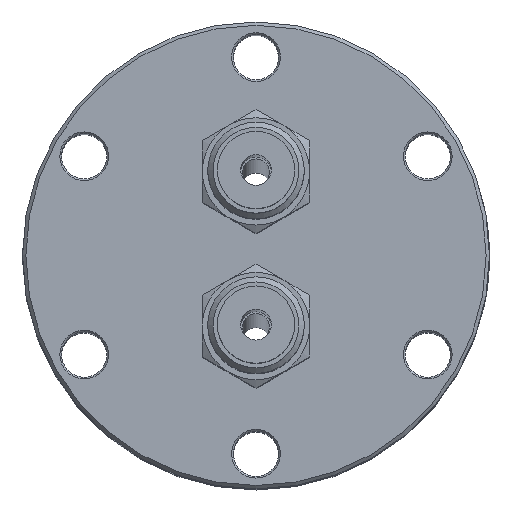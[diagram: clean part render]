
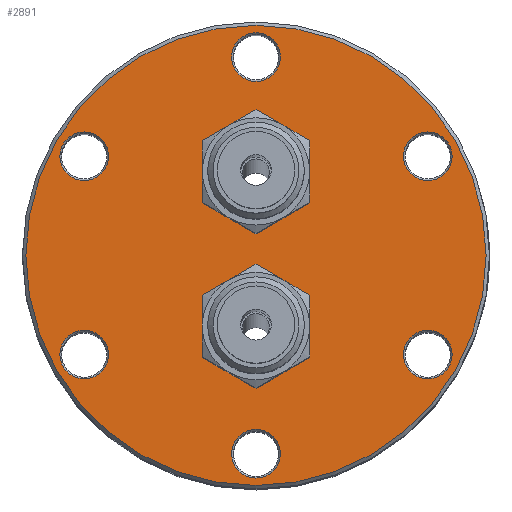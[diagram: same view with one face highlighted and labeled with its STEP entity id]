
A CAD part, front view. The second image highlights one B-rep face of the part: STEP entity #2891.
In plain terms, the highlighted face is planar.
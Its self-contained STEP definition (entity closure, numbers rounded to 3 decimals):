
#329=FACE_BOUND('',#598,.T.);
#330=FACE_BOUND('',#599,.T.);
#331=FACE_BOUND('',#600,.T.);
#332=FACE_BOUND('',#601,.T.);
#333=FACE_BOUND('',#602,.T.);
#334=FACE_BOUND('',#603,.T.);
#335=FACE_BOUND('',#604,.T.);
#336=FACE_BOUND('',#605,.T.);
#362=PLANE('',#3186);
#429=FACE_OUTER_BOUND('',#597,.T.);
#597=EDGE_LOOP('',(#2000));
#598=EDGE_LOOP('',(#2001));
#599=EDGE_LOOP('',(#2002));
#600=EDGE_LOOP('',(#2003));
#601=EDGE_LOOP('',(#2004));
#602=EDGE_LOOP('',(#2005));
#603=EDGE_LOOP('',(#2006));
#604=EDGE_LOOP('',(#2007));
#605=EDGE_LOOP('',(#2008));
#1103=CIRCLE('',#3177,3.175);
#1105=CIRCLE('',#3180,3.175);
#1109=CIRCLE('',#3185,34.05);
#1110=CIRCLE('',#3187,3.6);
#1111=CIRCLE('',#3188,3.6);
#1112=CIRCLE('',#3189,3.6);
#1113=CIRCLE('',#3190,3.6);
#1114=CIRCLE('',#3191,3.6);
#1115=CIRCLE('',#3192,3.6);
#1248=VERTEX_POINT('',#4272);
#1250=VERTEX_POINT('',#4278);
#1254=VERTEX_POINT('',#4288);
#1255=VERTEX_POINT('',#4292);
#1256=VERTEX_POINT('',#4294);
#1257=VERTEX_POINT('',#4296);
#1258=VERTEX_POINT('',#4298);
#1259=VERTEX_POINT('',#4300);
#1260=VERTEX_POINT('',#4302);
#1542=EDGE_CURVE('',#1248,#1248,#1103,.T.);
#1545=EDGE_CURVE('',#1250,#1250,#1105,.T.);
#1551=EDGE_CURVE('',#1254,#1254,#1109,.T.);
#1552=EDGE_CURVE('',#1255,#1255,#1110,.T.);
#1553=EDGE_CURVE('',#1256,#1256,#1111,.T.);
#1554=EDGE_CURVE('',#1257,#1257,#1112,.T.);
#1555=EDGE_CURVE('',#1258,#1258,#1113,.T.);
#1556=EDGE_CURVE('',#1259,#1259,#1114,.T.);
#1557=EDGE_CURVE('',#1260,#1260,#1115,.T.);
#2000=ORIENTED_EDGE('',*,*,#1551,.F.);
#2001=ORIENTED_EDGE('',*,*,#1542,.T.);
#2002=ORIENTED_EDGE('',*,*,#1545,.T.);
#2003=ORIENTED_EDGE('',*,*,#1552,.F.);
#2004=ORIENTED_EDGE('',*,*,#1553,.F.);
#2005=ORIENTED_EDGE('',*,*,#1554,.F.);
#2006=ORIENTED_EDGE('',*,*,#1555,.F.);
#2007=ORIENTED_EDGE('',*,*,#1556,.F.);
#2008=ORIENTED_EDGE('',*,*,#1557,.F.);
#2891=ADVANCED_FACE('',(#429,#329,#330,#331,#332,#333,#334,#335,#336),#362,
 .T.);
#3177=AXIS2_PLACEMENT_3D('',#4273,#3502,#3503);
#3180=AXIS2_PLACEMENT_3D('',#4279,#3509,#3510);
#3185=AXIS2_PLACEMENT_3D('',#4290,#3521,#3522);
#3186=AXIS2_PLACEMENT_3D('',#4291,#3523,#3524);
#3187=AXIS2_PLACEMENT_3D('',#4293,#3525,#3526);
#3188=AXIS2_PLACEMENT_3D('',#4295,#3527,#3528);
#3189=AXIS2_PLACEMENT_3D('',#4297,#3529,#3530);
#3190=AXIS2_PLACEMENT_3D('',#4299,#3531,#3532);
#3191=AXIS2_PLACEMENT_3D('',#4301,#3533,#3534);
#3192=AXIS2_PLACEMENT_3D('',#4303,#3535,#3536);
#3502=DIRECTION('center_axis',(0.,1.,0.));
#3503=DIRECTION('ref_axis',(-1.,0.,0.));
#3509=DIRECTION('center_axis',(0.,1.,0.));
#3510=DIRECTION('ref_axis',(-1.,0.,0.));
#3521=DIRECTION('center_axis',(0.,1.,0.));
#3522=DIRECTION('ref_axis',(1.,0.,0.));
#3523=DIRECTION('center_axis',(0.,-1.,0.));
#3524=DIRECTION('ref_axis',(0.,0.,-1.));
#3525=DIRECTION('center_axis',(0.,-1.,0.));
#3526=DIRECTION('ref_axis',(0.5,0.,0.866));
#3527=DIRECTION('center_axis',(0.,-1.,0.));
#3528=DIRECTION('ref_axis',(-1.,0.,0.));
#3529=DIRECTION('center_axis',(0.,-1.,0.));
#3530=DIRECTION('ref_axis',(0.5,0.,-0.866));
#3531=DIRECTION('center_axis',(0.,-1.,0.));
#3532=DIRECTION('ref_axis',(1.,0.,0.));
#3533=DIRECTION('center_axis',(0.,-1.,0.));
#3534=DIRECTION('ref_axis',(-0.5,0.,-0.866));
#3535=DIRECTION('center_axis',(0.,-1.,0.));
#3536=DIRECTION('ref_axis',(-0.5,0.,0.866));
#4272=CARTESIAN_POINT('',(3.175,0.,-11.1));
#4273=CARTESIAN_POINT('Origin',(0.,0.,-11.1));
#4278=CARTESIAN_POINT('',(3.175,0.,11.1));
#4279=CARTESIAN_POINT('Origin',(0.,0.,11.1));
#4288=CARTESIAN_POINT('',(-34.05,0.,0.));
#4290=CARTESIAN_POINT('Origin',(0.,0.,0.));
#4291=CARTESIAN_POINT('Origin',(-34.55,0.,0.));
#4292=CARTESIAN_POINT('',(23.618,0.,-17.793));
#4293=CARTESIAN_POINT('Origin',(25.418,0.,-14.675));
#4294=CARTESIAN_POINT('',(3.6,0.,29.35));
#4295=CARTESIAN_POINT('Origin',(0.,0.,29.35));
#4296=CARTESIAN_POINT('',(-27.218,0.,-11.557));
#4297=CARTESIAN_POINT('Origin',(-25.418,0.,-14.675));
#4298=CARTESIAN_POINT('',(-3.6,0.,-29.35));
#4299=CARTESIAN_POINT('Origin',(0.,0.,-29.35));
#4300=CARTESIAN_POINT('',(-23.618,0.,17.793));
#4301=CARTESIAN_POINT('Origin',(-25.418,0.,14.675));
#4302=CARTESIAN_POINT('',(27.218,0.,11.557));
#4303=CARTESIAN_POINT('Origin',(25.418,0.,14.675));
